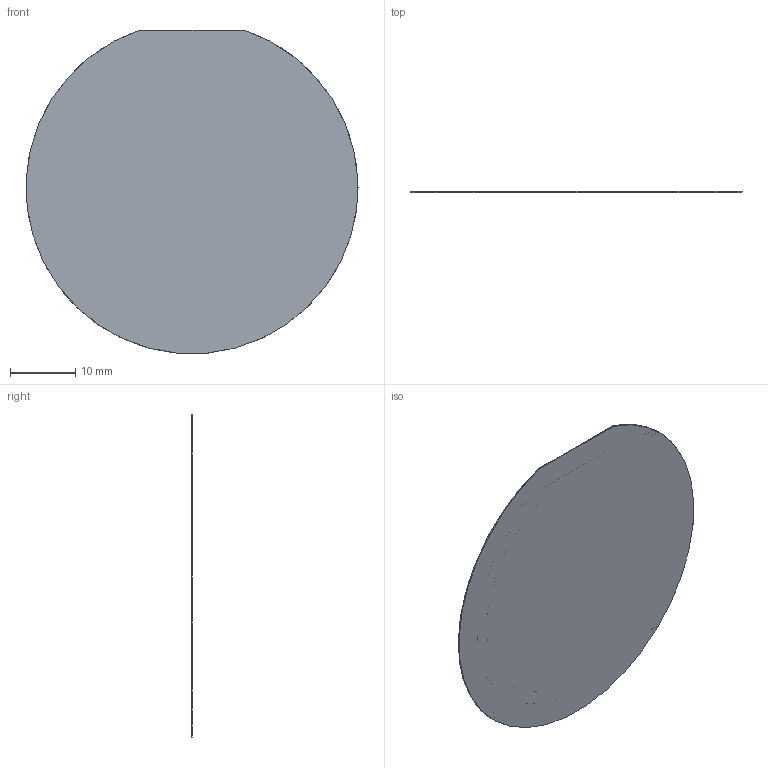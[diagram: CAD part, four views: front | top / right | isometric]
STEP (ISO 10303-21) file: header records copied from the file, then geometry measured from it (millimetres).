
FILE_DESCRIPTION(/* description */ (''),/* implementation_level */ '2;1');
FILE_NAME(/* name */ 'Wafer Model.step',/* time_stamp */ '2024-10-03T18:54:17-05:00',/* author */ (''),/* organization */ (''),/* preprocessor_version */ 'ST-DEVELOPER v20',/* originating_system */ 'Autodesk Translation Framework v13.20.0.188',/* authorisation */ '');
FILE_SCHEMA (('AUTOMOTIVE_DESIGN { 1 0 10303 214 3 1 1 }'));
Length unit declared in the file: millimetre
Products named in the file (2): Simulation Model Centered; Simulation Model
Assembly tree (1 placements, depth 2):
  Simulation Model Centered
    Simulation Model
Bounding box: 50.8 x 0.15 x 49.52 mm (x, y, z)
Volume: 305.5 mm3; surface area: 10946.4 mm2
Topology: 6 solids, 6 shells, 52 faces, 116 edges, 76 vertices
Faces by surface type: plane 28, cylinder 24
Entity records: 1514 total; most frequent: DIRECTION 274, CARTESIAN_POINT 247, ORIENTED_EDGE 232, EDGE_CURVE 116, AXIS2_PLACEMENT_3D 103, VERTEX_POINT 76, LINE 68, VECTOR 68
